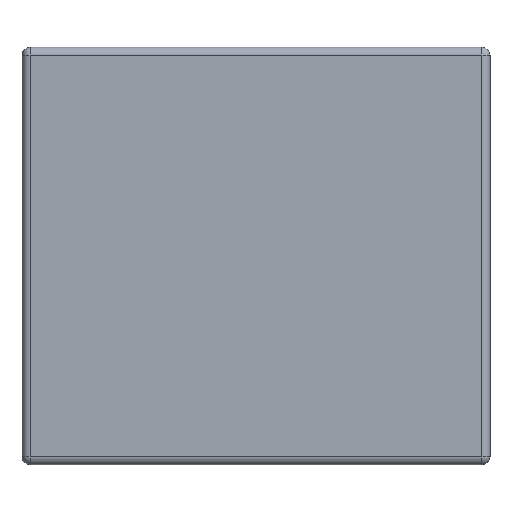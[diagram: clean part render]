
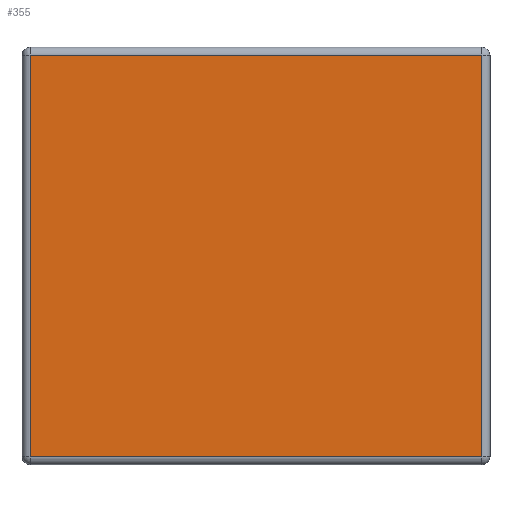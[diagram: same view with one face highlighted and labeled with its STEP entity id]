
A CAD part, left-side view. The second image highlights one B-rep face of the part: STEP entity #355.
In plain terms, the highlighted planar face has unit normal (-1, 0, 0).
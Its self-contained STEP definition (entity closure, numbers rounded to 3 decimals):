
#101 = FACE_OUTER_BOUND ( 'NONE', #1236, .T. ) ;
#175 = CARTESIAN_POINT ( 'NONE',  ( -1.6, 2.75, 1.25 ) ) ;
#195 = CARTESIAN_POINT ( 'NONE',  ( -1.6, 2.8, -1.2 ) ) ;
#199 = DIRECTION ( 'NONE',  ( 0., 0., -1. ) ) ;
#252 = DIRECTION ( 'NONE',  ( 0., -1., 0. ) ) ;
#290 = VECTOR ( 'NONE', #374, 1000. ) ;
#328 = CARTESIAN_POINT ( 'NONE',  ( -1.6, 0.05, 1.25 ) ) ;
#335 = VECTOR ( 'NONE', #359, 1000. ) ;
#355 = ADVANCED_FACE ( 'NONE', ( #101 ), #421, .F. ) ;
#359 = DIRECTION ( 'NONE',  ( 0., 0., 1. ) ) ;
#374 = DIRECTION ( 'NONE',  ( 0., 1., 0. ) ) ;
#415 = DIRECTION ( 'NONE',  ( 0., 0., -1. ) ) ;
#421 = PLANE ( 'NONE',  #917 ) ;
#436 = ORIENTED_EDGE ( 'NONE', *, *, #1643, .T. ) ;
#451 = CARTESIAN_POINT ( 'NONE',  ( -1.6, 2.8, 1.25 ) ) ;
#452 = DIRECTION ( 'NONE',  ( 1., 0., 0. ) ) ;
#497 = LINE ( 'NONE', #195, #597 ) ;
#499 = CARTESIAN_POINT ( 'NONE',  ( -1.6, 2.8, 1.2 ) ) ;
#597 = VECTOR ( 'NONE', #252, 1000. ) ;
#654 = VERTEX_POINT ( 'NONE', #963 ) ;
#697 = VECTOR ( 'NONE', #199, 1000. ) ;
#822 = LINE ( 'NONE', #175, #697 ) ;
#883 = CARTESIAN_POINT ( 'NONE',  ( -1.6, 2.75, -1.2 ) ) ;
#917 = AXIS2_PLACEMENT_3D ( 'NONE', #451, #452, #415 ) ;
#957 = VERTEX_POINT ( 'NONE', #1562 ) ;
#963 = CARTESIAN_POINT ( 'NONE',  ( -1.6, 0.05, -1.2 ) ) ;
#976 = VERTEX_POINT ( 'NONE', #1559 ) ;
#1054 = LINE ( 'NONE', #499, #290 ) ;
#1074 = VERTEX_POINT ( 'NONE', #883 ) ;
#1175 = ORIENTED_EDGE ( 'NONE', *, *, #1576, .T. ) ;
#1236 = EDGE_LOOP ( 'NONE', ( #1739, #1175, #1628, #436 ) ) ;
#1271 = LINE ( 'NONE', #328, #335 ) ;
#1550 = EDGE_CURVE ( 'NONE', #957, #1074, #822, .T. ) ;
#1559 = CARTESIAN_POINT ( 'NONE',  ( -1.6, 0.05, 1.2 ) ) ;
#1562 = CARTESIAN_POINT ( 'NONE',  ( -1.6, 2.75, 1.2 ) ) ;
#1576 = EDGE_CURVE ( 'NONE', #1074, #654, #497, .T. ) ;
#1609 = EDGE_CURVE ( 'NONE', #654, #976, #1271, .T. ) ;
#1628 = ORIENTED_EDGE ( 'NONE', *, *, #1609, .T. ) ;
#1643 = EDGE_CURVE ( 'NONE', #976, #957, #1054, .T. ) ;
#1739 = ORIENTED_EDGE ( 'NONE', *, *, #1550, .T. ) ;
